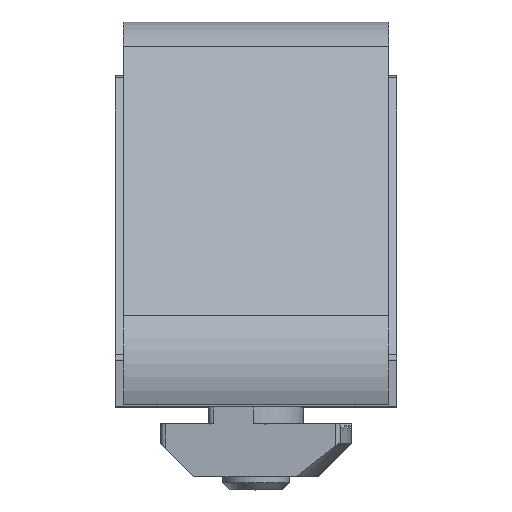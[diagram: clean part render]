
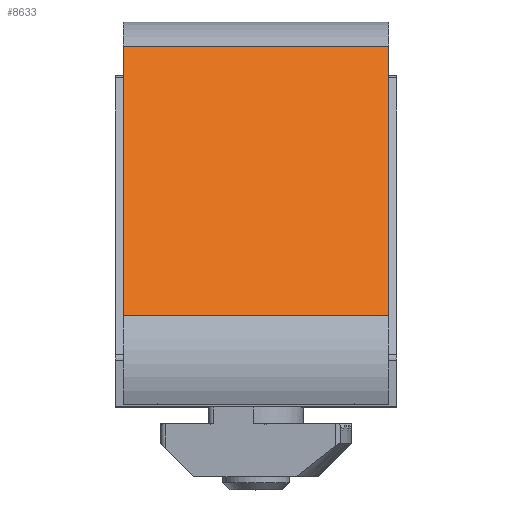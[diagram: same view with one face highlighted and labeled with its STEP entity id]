
A CAD part, top view. The second image highlights one B-rep face of the part: STEP entity #8633.
In plain terms, the highlighted face is planar.
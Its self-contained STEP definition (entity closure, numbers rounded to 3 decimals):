
#8119 = VERTEX_POINT('',#8120);
#8120 = CARTESIAN_POINT('',(-11.5,0.,8.));
#8130 = PLANE('',#8131);
#8131 = AXIS2_PLACEMENT_3D('',#8132,#8133,#8134);
#8132 = CARTESIAN_POINT('',(-11.5,-5.,8.));
#8133 = DIRECTION('',(0.,0.,1.));
#8134 = DIRECTION('',(1.,0.,-0.));
#8142 = CYLINDRICAL_SURFACE('',#8143,5.);
#8143 = AXIS2_PLACEMENT_3D('',#8144,#8145,#8146);
#8144 = CARTESIAN_POINT('',(-11.5,-5.,8.));
#8145 = DIRECTION('',(0.,-0.,1.));
#8146 = DIRECTION('',(-1.,0.,0.));
#8328 = VERTEX_POINT('',#8329);
#8329 = CARTESIAN_POINT('',(11.5,0.,8.));
#8344 = CYLINDRICAL_SURFACE('',#8345,5.);
#8345 = AXIS2_PLACEMENT_3D('',#8346,#8347,#8348);
#8346 = CARTESIAN_POINT('',(11.5,-5.,8.));
#8347 = DIRECTION('',(0.,-0.,1.));
#8348 = DIRECTION('',(-1.,0.,0.));
#8356 = EDGE_CURVE('',#8328,#8119,#8357,.T.);
#8357 = SURFACE_CURVE('',#8358,(#8362,#8369),.PCURVE_S1.);
#8358 = LINE('',#8359,#8360);
#8359 = CARTESIAN_POINT('',(11.5,0.,8.));
#8360 = VECTOR('',#8361,1.);
#8361 = DIRECTION('',(-1.,0.,0.));
#8362 = PCURVE('',#8130,#8363);
#8363 = DEFINITIONAL_REPRESENTATION('',(#8364),#8368);
#8364 = LINE('',#8365,#8366);
#8365 = CARTESIAN_POINT('',(23.,5.));
#8366 = VECTOR('',#8367,1.);
#8367 = DIRECTION('',(-1.,0.));
#8368 = ( GEOMETRIC_REPRESENTATION_CONTEXT(2) 
PARAMETRIC_REPRESENTATION_CONTEXT() REPRESENTATION_CONTEXT('2D SPACE',''
  ) );
#8369 = PCURVE('',#8370,#8375);
#8370 = PLANE('',#8371);
#8371 = AXIS2_PLACEMENT_3D('',#8372,#8373,#8374);
#8372 = CARTESIAN_POINT('',(11.5,0.,8.));
#8373 = DIRECTION('',(0.,-1.,0.));
#8374 = DIRECTION('',(0.,0.,-1.));
#8375 = DEFINITIONAL_REPRESENTATION('',(#8376),#8380);
#8376 = LINE('',#8377,#8378);
#8377 = CARTESIAN_POINT('',(0.,0.));
#8378 = VECTOR('',#8379,1.);
#8379 = DIRECTION('',(0.,-1.));
#8380 = ( GEOMETRIC_REPRESENTATION_CONTEXT(2) 
PARAMETRIC_REPRESENTATION_CONTEXT() REPRESENTATION_CONTEXT('2D SPACE',''
  ) );
#8386 = VERTEX_POINT('',#8387);
#8387 = CARTESIAN_POINT('',(-11.5,0.,-8.));
#8397 = PLANE('',#8398);
#8398 = AXIS2_PLACEMENT_3D('',#8399,#8400,#8401);
#8399 = CARTESIAN_POINT('',(-11.5,-5.,-8.));
#8400 = DIRECTION('',(0.,0.,1.));
#8401 = DIRECTION('',(1.,0.,-0.));
#8416 = EDGE_CURVE('',#8417,#8386,#8419,.T.);
#8417 = VERTEX_POINT('',#8418);
#8418 = CARTESIAN_POINT('',(11.5,0.,-8.));
#8419 = SURFACE_CURVE('',#8420,(#8424,#8431),.PCURVE_S1.);
#8420 = LINE('',#8421,#8422);
#8421 = CARTESIAN_POINT('',(11.5,0.,-8.));
#8422 = VECTOR('',#8423,1.);
#8423 = DIRECTION('',(-1.,0.,0.));
#8424 = PCURVE('',#8397,#8425);
#8425 = DEFINITIONAL_REPRESENTATION('',(#8426),#8430);
#8426 = LINE('',#8427,#8428);
#8427 = CARTESIAN_POINT('',(23.,5.));
#8428 = VECTOR('',#8429,1.);
#8429 = DIRECTION('',(-1.,0.));
#8430 = ( GEOMETRIC_REPRESENTATION_CONTEXT(2) 
PARAMETRIC_REPRESENTATION_CONTEXT() REPRESENTATION_CONTEXT('2D SPACE',''
  ) );
#8431 = PCURVE('',#8370,#8432);
#8432 = DEFINITIONAL_REPRESENTATION('',(#8433),#8437);
#8433 = LINE('',#8434,#8435);
#8434 = CARTESIAN_POINT('',(16.,0.));
#8435 = VECTOR('',#8436,1.);
#8436 = DIRECTION('',(0.,-1.));
#8437 = ( GEOMETRIC_REPRESENTATION_CONTEXT(2) 
PARAMETRIC_REPRESENTATION_CONTEXT() REPRESENTATION_CONTEXT('2D SPACE',''
  ) );
#8633 = ADVANCED_FACE('',(#8634),#8370,.F.);
#8634 = FACE_BOUND('',#8635,.T.);
#8635 = EDGE_LOOP('',(#8636,#8637,#8658,#8659));
#8636 = ORIENTED_EDGE('',*,*,#8416,.T.);
#8637 = ORIENTED_EDGE('',*,*,#8638,.F.);
#8638 = EDGE_CURVE('',#8119,#8386,#8639,.T.);
#8639 = SURFACE_CURVE('',#8640,(#8644,#8651),.PCURVE_S1.);
#8640 = LINE('',#8641,#8642);
#8641 = CARTESIAN_POINT('',(-11.5,0.,8.));
#8642 = VECTOR('',#8643,1.);
#8643 = DIRECTION('',(-0.,-0.,-1.));
#8644 = PCURVE('',#8370,#8645);
#8645 = DEFINITIONAL_REPRESENTATION('',(#8646),#8650);
#8646 = LINE('',#8647,#8648);
#8647 = CARTESIAN_POINT('',(0.,-23.));
#8648 = VECTOR('',#8649,1.);
#8649 = DIRECTION('',(1.,0.));
#8650 = ( GEOMETRIC_REPRESENTATION_CONTEXT(2) 
PARAMETRIC_REPRESENTATION_CONTEXT() REPRESENTATION_CONTEXT('2D SPACE',''
  ) );
#8651 = PCURVE('',#8142,#8652);
#8652 = DEFINITIONAL_REPRESENTATION('',(#8653),#8657);
#8653 = LINE('',#8654,#8655);
#8654 = CARTESIAN_POINT('',(4.712,0.));
#8655 = VECTOR('',#8656,1.);
#8656 = DIRECTION('',(0.,-1.));
#8657 = ( GEOMETRIC_REPRESENTATION_CONTEXT(2) 
PARAMETRIC_REPRESENTATION_CONTEXT() REPRESENTATION_CONTEXT('2D SPACE',''
  ) );
#8658 = ORIENTED_EDGE('',*,*,#8356,.F.);
#8659 = ORIENTED_EDGE('',*,*,#8660,.T.);
#8660 = EDGE_CURVE('',#8328,#8417,#8661,.T.);
#8661 = SURFACE_CURVE('',#8662,(#8666,#8673),.PCURVE_S1.);
#8662 = LINE('',#8663,#8664);
#8663 = CARTESIAN_POINT('',(11.5,0.,8.));
#8664 = VECTOR('',#8665,1.);
#8665 = DIRECTION('',(-0.,-0.,-1.));
#8666 = PCURVE('',#8370,#8667);
#8667 = DEFINITIONAL_REPRESENTATION('',(#8668),#8672);
#8668 = LINE('',#8669,#8670);
#8669 = CARTESIAN_POINT('',(0.,0.));
#8670 = VECTOR('',#8671,1.);
#8671 = DIRECTION('',(1.,0.));
#8672 = ( GEOMETRIC_REPRESENTATION_CONTEXT(2) 
PARAMETRIC_REPRESENTATION_CONTEXT() REPRESENTATION_CONTEXT('2D SPACE',''
  ) );
#8673 = PCURVE('',#8344,#8674);
#8674 = DEFINITIONAL_REPRESENTATION('',(#8675),#8679);
#8675 = LINE('',#8676,#8677);
#8676 = CARTESIAN_POINT('',(4.712,0.));
#8677 = VECTOR('',#8678,1.);
#8678 = DIRECTION('',(0.,-1.));
#8679 = ( GEOMETRIC_REPRESENTATION_CONTEXT(2) 
PARAMETRIC_REPRESENTATION_CONTEXT() REPRESENTATION_CONTEXT('2D SPACE',''
  ) );
